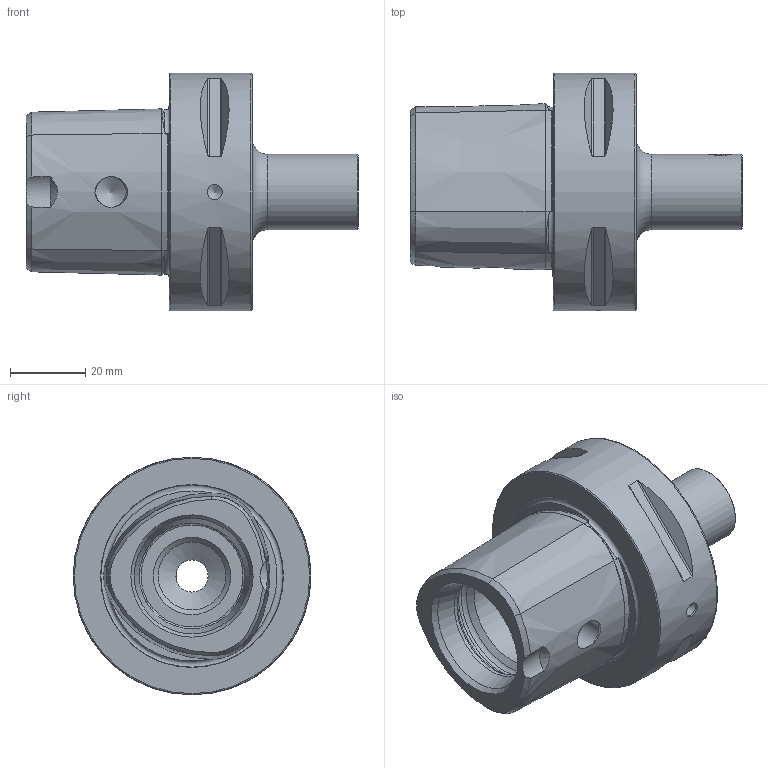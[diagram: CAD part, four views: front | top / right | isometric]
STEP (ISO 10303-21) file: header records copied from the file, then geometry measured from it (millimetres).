
FILE_DESCRIPTION (( 'STEP AP214' ), '1' );
FILE_NAME ('PS6.MB1.K01.050.STEP', '2022-12-16T09:40:19', ( '' ), ( '' ), 'SwSTEP 2.0', 'SolidWorks 2017', '' );
FILE_SCHEMA (( 'AUTOMOTIVE_DESIGN' ));
Length unit declared in the file: millimetre
Products named in the file (3): PS6-MB1.K01.050_B; PS6.MB1.K01.050; MB1-ER1.001.006_A
Assembly tree (2 placements, depth 2):
  PS6.MB1.K01.050
    PS6-MB1.K01.050_B
    MB1-ER1.001.006_A
Bounding box: 88 x 63 x 63 mm (x, y, z)
Volume: 102208.8 mm3; surface area: 22610.9 mm2
Topology: 2 solids, 2 shells, 141 faces, 337 edges, 207 vertices
Faces by surface type: cone 49, plane 42, cylinder 32, torus 18
Full cylindrical faces by diameter (mm): 2.5 x1, 4 x1, 4.2 x1, 5 x1, 8.1 x2, 8.5 x1, 11 x1, 11.4 x1, 18 x1, 20 x1, 28 x2, 32 x1, 63 x1
Entity records: 4537 total; most frequent: CARTESIAN_POINT 1444, DIRECTION 616, ORIENTED_EDGE 564, EDGE_CURVE 282, AXIS2_PLACEMENT_3D 268, EDGE_LOOP 198, VERTEX_POINT 196, FACE_OUTER_BOUND 165
